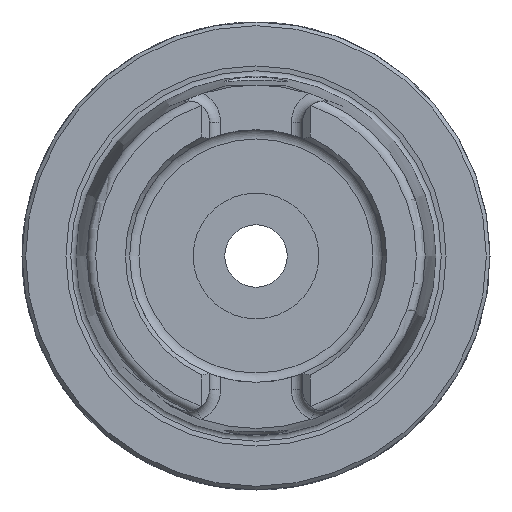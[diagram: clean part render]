
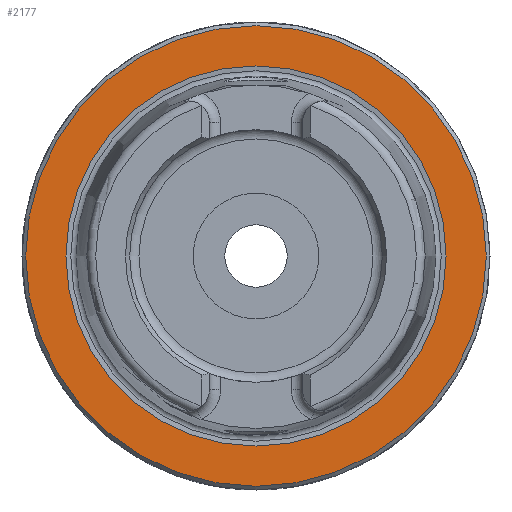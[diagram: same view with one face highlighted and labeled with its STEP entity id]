
A CAD part, left-side view. The second image highlights one B-rep face of the part: STEP entity #2177.
In plain terms, the highlighted planar face has unit normal (-1, 0, 0).
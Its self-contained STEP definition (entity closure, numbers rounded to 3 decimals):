
#110=FACE_BOUND('',#481,.T.);
#154=PLANE('',#2458);
#345=FACE_OUTER_BOUND('',#480,.T.);
#480=EDGE_LOOP('',(#2020));
#481=EDGE_LOOP('',(#2021));
#827=CIRCLE('',#2457,25.588);
#828=CIRCLE('',#2459,31.);
#1043=VERTEX_POINT('',#4627);
#1044=VERTEX_POINT('',#4631);
#1370=EDGE_CURVE('',#1043,#1043,#827,.T.);
#1371=EDGE_CURVE('',#1044,#1044,#828,.T.);
#2020=ORIENTED_EDGE('',*,*,#1371,.F.);
#2021=ORIENTED_EDGE('',*,*,#1370,.T.);
#2177=ADVANCED_FACE('',(#345,#110),#154,.T.);
#2457=AXIS2_PLACEMENT_3D('',#4629,#3079,#3080);
#2458=AXIS2_PLACEMENT_3D('',#4630,#3081,#3082);
#2459=AXIS2_PLACEMENT_3D('',#4632,#3083,#3084);
#3079=DIRECTION('center_axis',(1.,0.,0.));
#3080=DIRECTION('ref_axis',(0.,0.,-1.));
#3081=DIRECTION('center_axis',(-1.,0.,0.));
#3082=DIRECTION('ref_axis',(0.,0.,1.));
#3083=DIRECTION('center_axis',(1.,0.,0.));
#3084=DIRECTION('ref_axis',(0.,0.,-1.));
#4627=CARTESIAN_POINT('',(0.,-25.588,0.));
#4629=CARTESIAN_POINT('Origin',(0.,0.,0.));
#4630=CARTESIAN_POINT('Origin',(0.,31.,0.));
#4631=CARTESIAN_POINT('',(0.,-31.,0.));
#4632=CARTESIAN_POINT('Origin',(0.,0.,0.));
